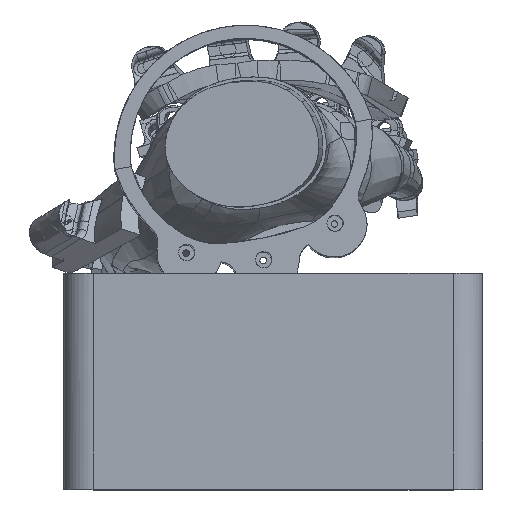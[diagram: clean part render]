
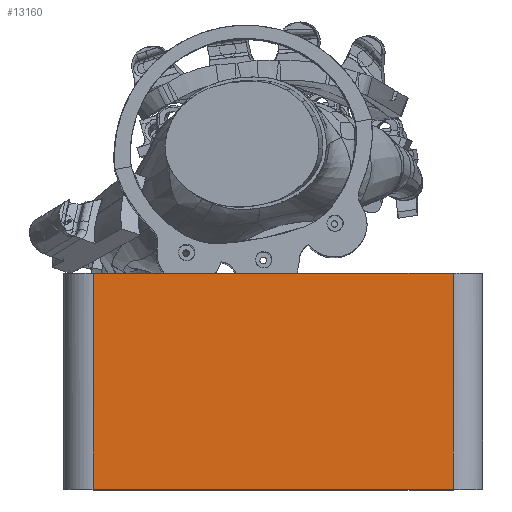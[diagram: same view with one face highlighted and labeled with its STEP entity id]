
A CAD part, top view. The second image highlights one B-rep face of the part: STEP entity #13160.
In plain terms, the highlighted free-form (B-spline) face has degree [1, 1] with [2, 2] control points.
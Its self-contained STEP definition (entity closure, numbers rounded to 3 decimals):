
#13160 = ADVANCED_FACE('',(#13161),#13191,.T.);
#13161 = FACE_BOUND('',#13162,.T.);
#13162 = EDGE_LOOP('',(#13163,#13172,#13179,#13186));
#13163 = ORIENTED_EDGE('',*,*,#13164,.T.);
#13164 = EDGE_CURVE('',#13165,#13167,#13169,.T.);
#13165 = VERTEX_POINT('',#13166);
#13166 = CARTESIAN_POINT('',(-48.288,52.678,
    64.97));
#13167 = VERTEX_POINT('',#13168);
#13168 = CARTESIAN_POINT('',(48.288,52.678,
    64.97));
#13169 = B_SPLINE_CURVE_WITH_KNOTS('',1,(#13170,#13171),.UNSPECIFIED.,
  .F.,.F.,(2,2),(0.,110.),.PIECEWISE_BEZIER_KNOTS.);
#13170 = CARTESIAN_POINT('',(-48.288,52.678,
    64.97));
#13171 = CARTESIAN_POINT('',(48.288,52.678,
    64.97));
#13172 = ORIENTED_EDGE('',*,*,#13173,.T.);
#13173 = EDGE_CURVE('',#13167,#13174,#13176,.T.);
#13174 = VERTEX_POINT('',#13175);
#13175 = CARTESIAN_POINT('',(48.288,-5.268,
    64.97));
#13176 = B_SPLINE_CURVE_WITH_KNOTS('',1,(#13177,#13178),.UNSPECIFIED.,
  .F.,.F.,(2,2),(0.,66.),.PIECEWISE_BEZIER_KNOTS.);
#13177 = CARTESIAN_POINT('',(48.288,52.678,
    64.97));
#13178 = CARTESIAN_POINT('',(48.288,-5.268,
    64.97));
#13179 = ORIENTED_EDGE('',*,*,#13180,.T.);
#13180 = EDGE_CURVE('',#13174,#13181,#13183,.T.);
#13181 = VERTEX_POINT('',#13182);
#13182 = CARTESIAN_POINT('',(-48.288,-5.268,
    64.97));
#13183 = B_SPLINE_CURVE_WITH_KNOTS('',1,(#13184,#13185),.UNSPECIFIED.,
  .F.,.F.,(2,2),(0.,110.),.PIECEWISE_BEZIER_KNOTS.);
#13184 = CARTESIAN_POINT('',(48.288,-5.268,
    64.97));
#13185 = CARTESIAN_POINT('',(-48.288,-5.268,
    64.97));
#13186 = ORIENTED_EDGE('',*,*,#13187,.T.);
#13187 = EDGE_CURVE('',#13181,#13165,#13188,.T.);
#13188 = B_SPLINE_CURVE_WITH_KNOTS('',1,(#13189,#13190),.UNSPECIFIED.,
  .F.,.F.,(2,2),(0.,66.),.PIECEWISE_BEZIER_KNOTS.);
#13189 = CARTESIAN_POINT('',(-48.288,-5.268,
    64.97));
#13190 = CARTESIAN_POINT('',(-48.288,52.678,
    64.97));
#13191 = B_SPLINE_SURFACE_WITH_KNOTS('',1,1,(
    (#13192,#13193)
    ,(#13194,#13195
    )),.UNSPECIFIED.,.F.,.F.,.F.,(2,2),(2,2),(0.,1.),(0.,1.),
  .PIECEWISE_BEZIER_KNOTS.);
#13192 = CARTESIAN_POINT('',(48.288,-5.268,
    64.97));
#13193 = CARTESIAN_POINT('',(48.288,52.678,
    64.97));
#13194 = CARTESIAN_POINT('',(-48.288,-5.268,
    64.97));
#13195 = CARTESIAN_POINT('',(-48.288,52.678,
    64.97));
